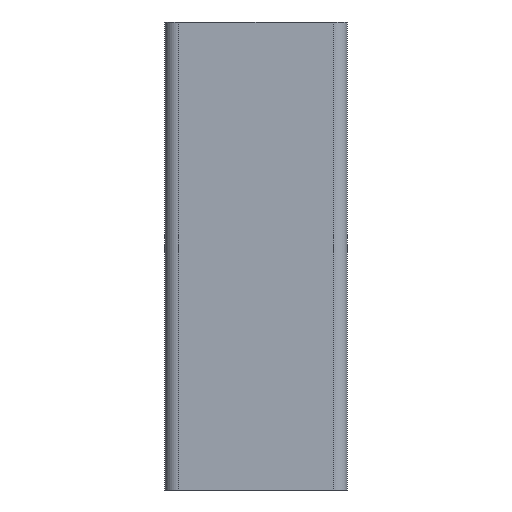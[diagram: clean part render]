
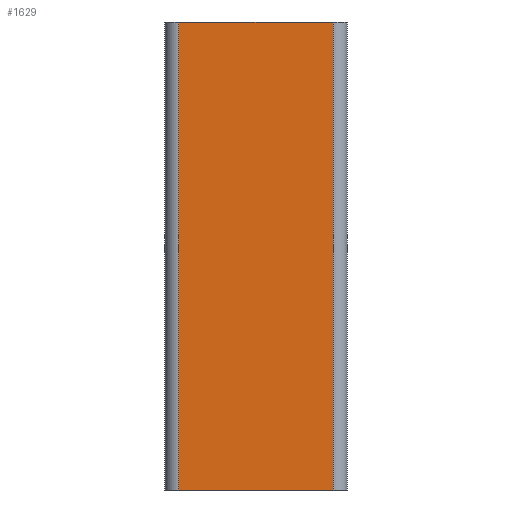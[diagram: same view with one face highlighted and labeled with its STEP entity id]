
A CAD part, left-side view. The second image highlights one B-rep face of the part: STEP entity #1629.
In plain terms, the highlighted planar face has unit normal (-1, 0, 0).
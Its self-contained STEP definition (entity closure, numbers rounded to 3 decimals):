
#217=FACE_OUTER_BOUND('',#302,.T.);
#302=EDGE_LOOP('',(#1411,#1412,#1413,#1414));
#465=LINE('',#2747,#625);
#466=LINE('',#2751,#626);
#467=LINE('',#2755,#627);
#468=LINE('',#2756,#628);
#625=VECTOR('',#2255,33.);
#626=VECTOR('',#2260,100.);
#627=VECTOR('',#2265,100.);
#628=VECTOR('',#2266,33.);
#786=VERTEX_POINT('',#2744);
#787=VERTEX_POINT('',#2746);
#788=VERTEX_POINT('',#2750);
#789=VERTEX_POINT('',#2754);
#1020=EDGE_CURVE('',#787,#786,#465,.T.);
#1022=EDGE_CURVE('',#788,#787,#466,.T.);
#1024=EDGE_CURVE('',#789,#786,#467,.T.);
#1025=EDGE_CURVE('',#788,#789,#468,.T.);
#1411=ORIENTED_EDGE('',*,*,#1020,.T.);
#1412=ORIENTED_EDGE('',*,*,#1024,.F.);
#1413=ORIENTED_EDGE('',*,*,#1025,.F.);
#1414=ORIENTED_EDGE('',*,*,#1022,.T.);
#1550=PLANE('',#1790);
#1629=ADVANCED_FACE('',(#217),#1550,.T.);
#1790=AXIS2_PLACEMENT_3D('',#2753,#2263,#2264);
#2255=DIRECTION('',(0.,1.,0.));
#2260=DIRECTION('',(0.,0.,1.));
#2263=DIRECTION('center_axis',(-1.,0.,0.));
#2264=DIRECTION('ref_axis',(0.,-1.,0.));
#2265=DIRECTION('',(0.,0.,1.));
#2266=DIRECTION('',(0.,1.,0.));
#2744=CARTESIAN_POINT('',(-15.,16.5,100.));
#2746=CARTESIAN_POINT('',(-15.,-16.5,100.));
#2747=CARTESIAN_POINT('',(-15.,8.25,100.));
#2750=CARTESIAN_POINT('',(-15.,-16.5,0.));
#2751=CARTESIAN_POINT('',(-15.,-16.5,0.));
#2753=CARTESIAN_POINT('Origin',(-15.,16.5,0.));
#2754=CARTESIAN_POINT('',(-15.,16.5,0.));
#2755=CARTESIAN_POINT('',(-15.,16.5,0.));
#2756=CARTESIAN_POINT('',(-15.,8.25,0.));
